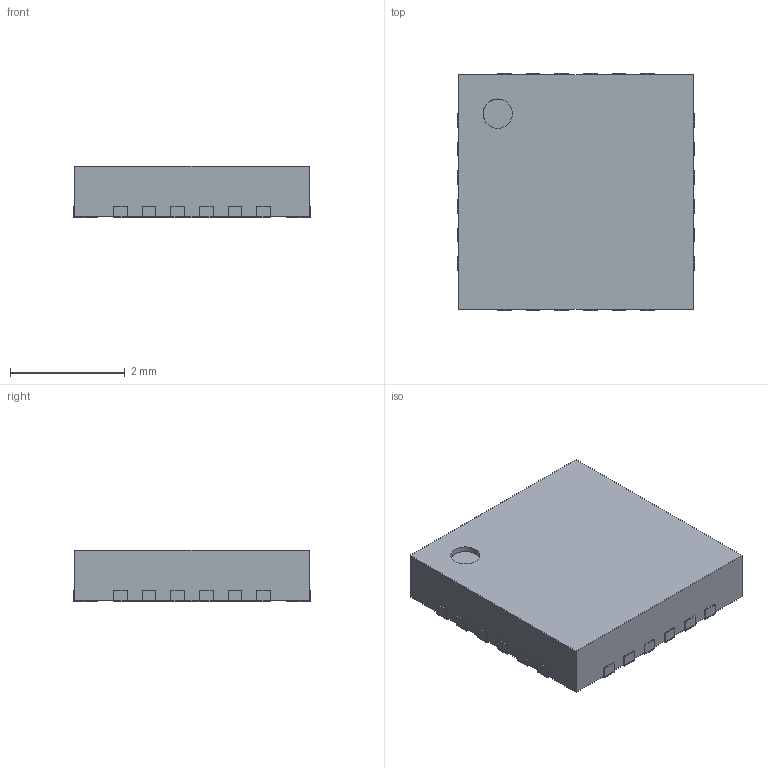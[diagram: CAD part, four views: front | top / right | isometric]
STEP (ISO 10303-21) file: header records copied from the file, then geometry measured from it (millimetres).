
FILE_DESCRIPTION (( 'STEP AP214' ), '1' );
FILE_NAME ('QFN 24.STEP', '2021-03-27T22:42:26', ( '' ), ( '' ), 'SwSTEP 2.0', 'SolidWorks 2021', '' );
FILE_SCHEMA (( 'AUTOMOTIVE_DESIGN' ));
Length unit declared in the file: millimetre
Products named in the file (9): Pin_Shape.step; Open_CASCADE_STEP_translator_6.8_11.2.1.step_Varsay考an; Thermal_Shape.step_Varsay考an; Open_CASCADE_STEP_translator_6.8_11.4.1.step_Varsay考an; 7026944672.step; Body.step; QFN 24; Designator1.step; Open_CASCADE_STEP_translator_6.8_11.1.step_Varsay考an
Assembly tree (31 placements, depth 5):
  QFN 24
    Designator1.step
      7026944672.step
        Body.step
          Open_CASCADE_STEP_translator_6.8_11.2.1.step_Varsay考an
        Pin_Shape.step  x24
          Open_CASCADE_STEP_translator_6.8_11.4.1.step_Varsay考an
        Open_CASCADE_STEP_translator_6.8_11.1.step_Varsay考an
        Thermal_Shape.step_Varsay考an
Bounding box: 4.14 x 4.14 x 0.9 mm (x, y, z)
Volume: 15 mm3; surface area: 70.3 mm2
Topology: 26 solids, 27 shells, 353 faces, 707 edges, 408 vertices
Faces by surface type: plane 351, cylinder 2
Entity records: 1288 total; most frequent: DIRECTION 205, CARTESIAN_POINT 193, ORIENTED_EDGE 124, AXIS2_PLACEMENT_3D 74, EDGE_CURVE 63, LINE 57, VECTOR 57, PRODUCT_DEFINITION_SHAPE 40
